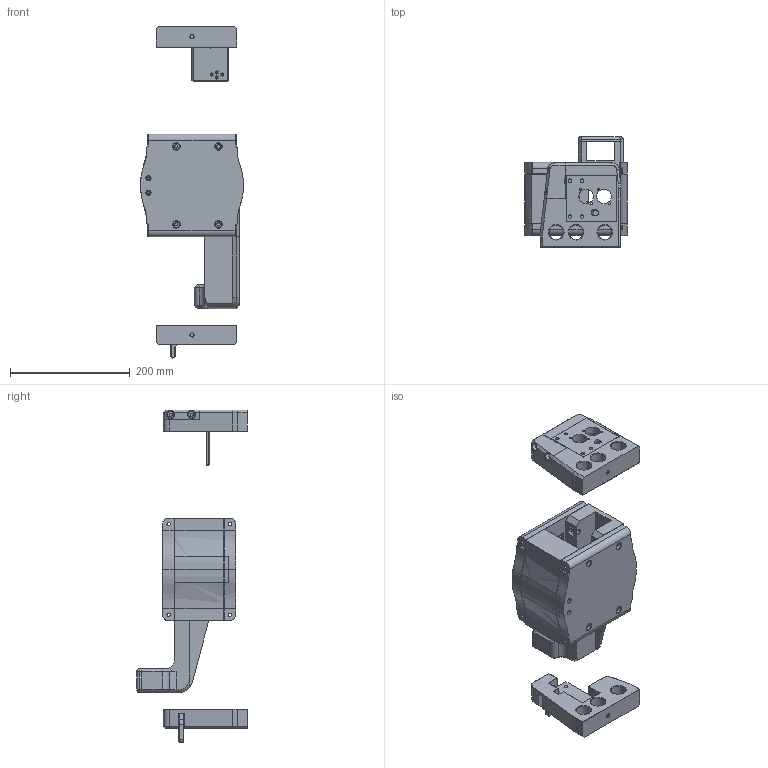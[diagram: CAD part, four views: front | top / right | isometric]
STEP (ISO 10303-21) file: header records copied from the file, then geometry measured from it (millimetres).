
FILE_DESCRIPTION(/* description */ ('','CAx-IF Rec.Pracs.---Representation and Presentation of Product Manufacturing Information (PMI)---4.0---2014-10-13'),/* implementation_level */ '2;1');
FILE_NAME(/* name */ '00 Rail New Build v49.step',/* time_stamp */ '2024-12-28T19:47:29Z',/* author */ (''),/* organization */ (''),/* preprocessor_version */ 'ST-DEVELOPER v20',/* originating_system */ 'Autodesk Translation Framework v13.20.0.188',/* authorisation */ '');
FILE_SCHEMA (('AP242_MANAGED_MODEL_BASED_3D_ENGINEERING_MIM_LF { 1 0 10303 442 1 1 4 }'));
Length unit declared in the file: millimetre
Products named in the file (12): 00 Rail New Build; 03 Bottom; 04 Top; 13 End B; 14 Drag Support; 05 Side Motor; 09 Motor Cover; 06 Side; 12 End A; 08 Drag Mount; 07 Drag Arm; 15 Belt Cam
Assembly tree (11 placements, depth 2):
  00 Rail New Build
    03 Bottom
    04 Top
    13 End B
    14 Drag Support
    05 Side Motor
    09 Motor Cover
    06 Side
    12 End A
    08 Drag Mount
    07 Drag Arm
    15 Belt Cam
Bounding box: 171.38 x 184 x 554 mm (x, y, z)
Volume: 3223942.5 mm3; surface area: 547655.8 mm2
Topology: 14 solids, 14 shells, 1561 faces, 3844 edges, 2411 vertices
Faces by surface type: plane 1181, cylinder 201, cone 109, bspline 67, torus 2, sphere 1
Full cylindrical faces by diameter (mm): 3.3 x31, 5.3 x40, 5.5 x25, 5.8 x12, 7 x8, 8 x4, 11 x14, 24 x6, 24.4 x2, 26 x1
Entity records: 48093 total; most frequent: CARTESIAN_POINT 11099, ORIENTED_EDGE 7686, DIRECTION 7177, EDGE_CURVE 3843, LINE 2973, VECTOR 2973, VERTEX_POINT 2411, AXIS2_PLACEMENT_3D 2102
